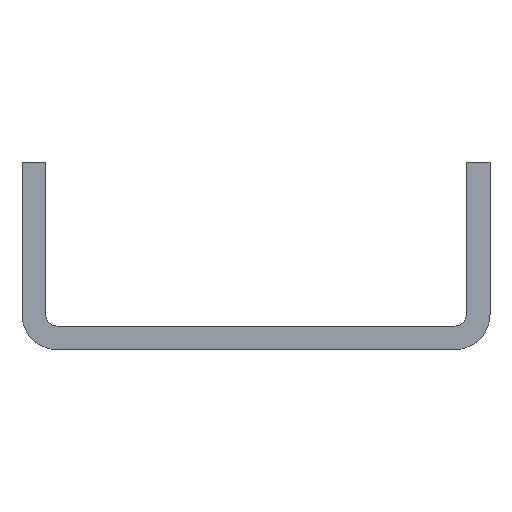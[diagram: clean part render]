
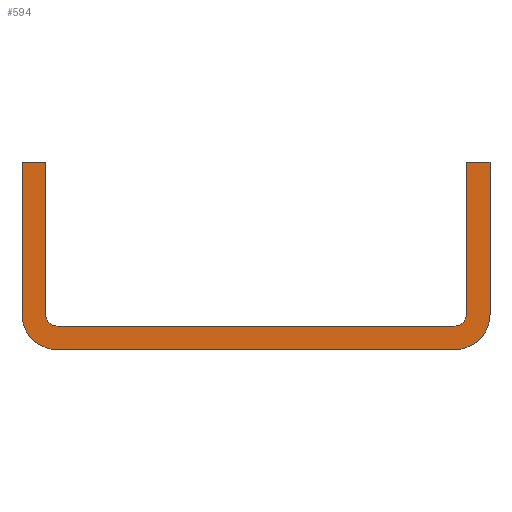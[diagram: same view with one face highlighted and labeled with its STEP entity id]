
A CAD part, front view. The second image highlights one B-rep face of the part: STEP entity #594.
In plain terms, the highlighted planar face has unit normal (0, -1, 0).
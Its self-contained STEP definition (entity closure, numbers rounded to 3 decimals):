
#32=CARTESIAN_POINT('',(-25.,-775.,3.75));
#33=VERTEX_POINT('',#32);
#42=CARTESIAN_POINT('',(-25.,-775.,20.));
#43=VERTEX_POINT('',#42);
#44=CARTESIAN_POINT('',(-25.,-775.,180.917));
#45=DIRECTION('',(-0.,0.,-1.));
#46=VECTOR('',#45,162.5);
#47=LINE('',#44,#46);
#48=EDGE_CURVE('',#43,#33,#47,.T.);
#73=CARTESIAN_POINT('',(-22.5,-775.,20.));
#74=VERTEX_POINT('',#73);
#75=CARTESIAN_POINT('',(-22.5,-775.,20.));
#76=DIRECTION('',(-1.,0.,0.));
#77=VECTOR('',#76,25.);
#78=LINE('',#75,#77);
#79=EDGE_CURVE('',#74,#43,#78,.T.);
#105=CARTESIAN_POINT('',(-22.5,-775.,3.75));
#106=VERTEX_POINT('',#105);
#120=CARTESIAN_POINT('',(-22.5,-775.,18.417));
#121=DIRECTION('',(0.,0.,1.));
#122=VECTOR('',#121,162.5);
#123=LINE('',#120,#122);
#124=EDGE_CURVE('',#106,#74,#123,.T.);
#144=CARTESIAN_POINT('',(-21.25,-775.,2.5));
#145=VERTEX_POINT('',#144);
#146=CARTESIAN_POINT('',(-21.25,-775.,3.75));
#147=DIRECTION('',(0.,1.,0.));
#148=DIRECTION('',(-0.,0.,-1.));
#149=AXIS2_PLACEMENT_3D('',#146,#147,#148);
#150=CIRCLE('',#149,1.25);
#151=EDGE_CURVE('',#145,#106,#150,.T.);
#167=CARTESIAN_POINT('',(-21.25,-775.,0.));
#168=VERTEX_POINT('',#167);
#169=CARTESIAN_POINT('',(-21.25,-775.,3.75));
#170=DIRECTION('',(0.,-1.,0.));
#171=DIRECTION('',(-1.,0.,0.));
#172=AXIS2_PLACEMENT_3D('',#169,#170,#171);
#173=CIRCLE('',#172,3.75);
#174=EDGE_CURVE('',#33,#168,#173,.T.);
#369=CARTESIAN_POINT('',(21.25,-775.,0.));
#370=VERTEX_POINT('',#369);
#377=CARTESIAN_POINT('',(12.5,-775.,0.));
#378=DIRECTION('',(1.,0.,-0.));
#379=VECTOR('',#378,425.);
#380=LINE('',#377,#379);
#381=EDGE_CURVE('',#168,#370,#380,.T.);
#453=CARTESIAN_POINT('',(25.,-775.,3.75));
#454=VERTEX_POINT('',#453);
#462=CARTESIAN_POINT('',(25.,-775.,20.));
#463=VERTEX_POINT('',#462);
#470=CARTESIAN_POINT('',(25.,-775.,-142.5));
#471=DIRECTION('',(-0.,0.,1.));
#472=VECTOR('',#471,162.5);
#473=LINE('',#470,#472);
#474=EDGE_CURVE('',#454,#463,#473,.T.);
#486=CARTESIAN_POINT('',(22.5,-775.,20.));
#487=VERTEX_POINT('',#486);
#494=CARTESIAN_POINT('',(22.5,-775.,20.));
#495=DIRECTION('',(1.,0.,0.));
#496=VECTOR('',#495,25.);
#497=LINE('',#494,#496);
#498=EDGE_CURVE('',#487,#463,#497,.T.);
#508=CARTESIAN_POINT('',(22.5,-775.,3.75));
#509=VERTEX_POINT('',#508);
#516=CARTESIAN_POINT('',(22.5,-775.,20.));
#517=DIRECTION('',(0.,0.,-1.));
#518=VECTOR('',#517,162.5);
#519=LINE('',#516,#518);
#520=EDGE_CURVE('',#487,#509,#519,.T.);
#534=CARTESIAN_POINT('',(21.25,-775.,3.75));
#535=DIRECTION('',(0.,-1.,0.));
#536=DIRECTION('',(0.,0.,-1.));
#537=AXIS2_PLACEMENT_3D('',#534,#535,#536);
#538=CIRCLE('',#537,3.75);
#539=EDGE_CURVE('',#370,#454,#538,.T.);
#550=CARTESIAN_POINT('',(21.25,-775.,2.5));
#551=VERTEX_POINT('',#550);
#552=CARTESIAN_POINT('',(21.25,-775.,3.75));
#553=DIRECTION('',(-0.,1.,0.));
#554=DIRECTION('',(1.,0.,0.));
#555=AXIS2_PLACEMENT_3D('',#552,#553,#554);
#556=CIRCLE('',#555,1.25);
#557=EDGE_CURVE('',#509,#551,#556,.T.);
#570=CARTESIAN_POINT('',(0.,-775.,0.));
#571=DIRECTION('',(0.,-1.,0.));
#572=DIRECTION('',(1.,0.,0.));
#573=AXIS2_PLACEMENT_3D('',#570,#571,#572);
#574=PLANE('',#573);
#575=CARTESIAN_POINT('',(437.5,-775.,2.5));
#576=DIRECTION('',(-1.,0.,0.));
#577=VECTOR('',#576,425.);
#578=LINE('',#575,#577);
#579=EDGE_CURVE('',#551,#145,#578,.T.);
#580=ORIENTED_EDGE('',*,*,#579,.T.);
#581=ORIENTED_EDGE('',*,*,#151,.T.);
#582=ORIENTED_EDGE('',*,*,#124,.T.);
#583=ORIENTED_EDGE('',*,*,#79,.T.);
#584=ORIENTED_EDGE('',*,*,#48,.T.);
#585=ORIENTED_EDGE('',*,*,#174,.T.);
#586=ORIENTED_EDGE('',*,*,#381,.T.);
#587=ORIENTED_EDGE('',*,*,#539,.T.);
#588=ORIENTED_EDGE('',*,*,#474,.T.);
#589=ORIENTED_EDGE('',*,*,#498,.F.);
#590=ORIENTED_EDGE('',*,*,#520,.T.);
#591=ORIENTED_EDGE('',*,*,#557,.T.);
#592=EDGE_LOOP('',(#580,#581,#582,#583,#584,#585,#586,#587,#588,#589,#590,#591));
#593=FACE_BOUND('',#592,.T.);
#594=ADVANCED_FACE('',(#593),#574,.T.);
